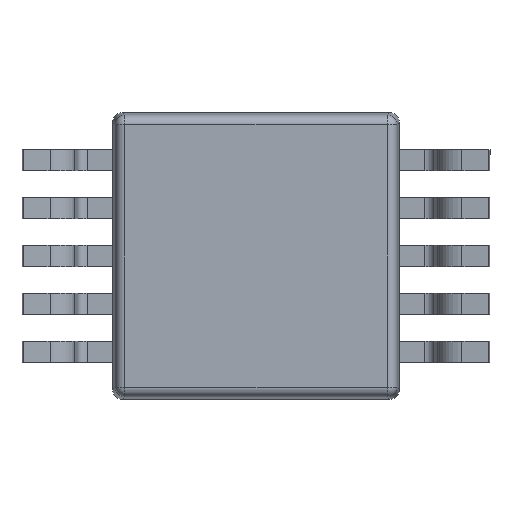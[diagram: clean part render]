
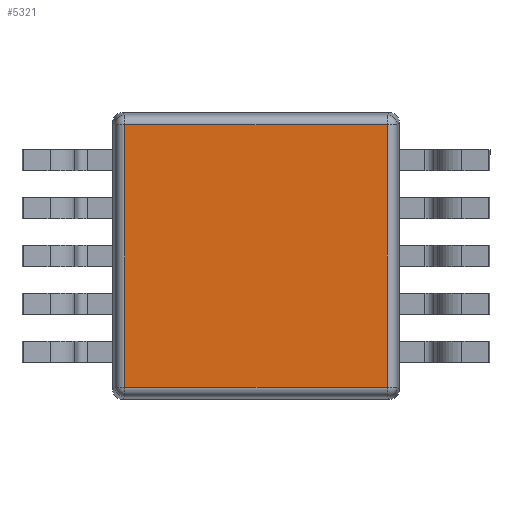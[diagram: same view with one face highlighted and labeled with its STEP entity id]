
A CAD part, front view. The second image highlights one B-rep face of the part: STEP entity #5321.
In plain terms, the highlighted planar face has unit normal (0, -1, 0).
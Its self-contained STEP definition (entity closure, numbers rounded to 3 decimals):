
#5 = PLANE ( 'NONE',  #532 ) ;
#12 = EDGE_CURVE ( 'NONE', #1087, #2818, #2039, .T. ) ;
#532 = AXIS2_PLACEMENT_3D ( 'NONE', #842, #4391, #5747 ) ;
#751 = ORIENTED_EDGE ( 'NONE', *, *, #1222, .T. ) ;
#821 = CARTESIAN_POINT ( 'NONE',  ( -1.375, 0.15, -1.466 ) ) ;
#842 = CARTESIAN_POINT ( 'NONE',  ( 0., 0.15, 0. ) ) ;
#856 = VECTOR ( 'NONE', #1298, 1000. ) ;
#860 = VERTEX_POINT ( 'NONE', #5552 ) ;
#1087 = VERTEX_POINT ( 'NONE', #1567 ) ;
#1089 = DIRECTION ( 'NONE',  ( 1., 0., 0. ) ) ;
#1222 = EDGE_CURVE ( 'NONE', #5578, #860, #3767, .T. ) ;
#1288 = CARTESIAN_POINT ( 'NONE',  ( -1.375, 0.15, 1.375 ) ) ;
#1298 = DIRECTION ( 'NONE',  ( 0., 0., -1. ) ) ;
#1517 = EDGE_LOOP ( 'NONE', ( #2374, #2987, #751, #2614 ) ) ;
#1567 = CARTESIAN_POINT ( 'NONE',  ( 1.375, 0.15, -1.375 ) ) ;
#1937 = VECTOR ( 'NONE', #2834, 1000. ) ;
#2039 = LINE ( 'NONE', #3177, #2464 ) ;
#2374 = ORIENTED_EDGE ( 'NONE', *, *, #12, .T. ) ;
#2464 = VECTOR ( 'NONE', #3619, 1000. ) ;
#2614 = ORIENTED_EDGE ( 'NONE', *, *, #3654, .T. ) ;
#2785 = LINE ( 'NONE', #4729, #4449 ) ;
#2818 = VERTEX_POINT ( 'NONE', #3428 ) ;
#2834 = DIRECTION ( 'NONE',  ( -1., 0., 0. ) ) ;
#2862 = CARTESIAN_POINT ( 'NONE',  ( -1.466, 0.15, 1.375 ) ) ;
#2987 = ORIENTED_EDGE ( 'NONE', *, *, #4236, .T. ) ;
#3177 = CARTESIAN_POINT ( 'NONE',  ( 1.375, 0.15, 1.466 ) ) ;
#3253 = FACE_OUTER_BOUND ( 'NONE', #1517, .T. ) ;
#3428 = CARTESIAN_POINT ( 'NONE',  ( 1.375, 0.15, 1.375 ) ) ;
#3619 = DIRECTION ( 'NONE',  ( 0., 0., 1. ) ) ;
#3654 = EDGE_CURVE ( 'NONE', #860, #1087, #2785, .T. ) ;
#3767 = LINE ( 'NONE', #821, #856 ) ;
#4236 = EDGE_CURVE ( 'NONE', #2818, #5578, #5305, .T. ) ;
#4391 = DIRECTION ( 'NONE',  ( 0., -1., 0. ) ) ;
#4449 = VECTOR ( 'NONE', #1089, 1000. ) ;
#4729 = CARTESIAN_POINT ( 'NONE',  ( 1.466, 0.15, -1.375 ) ) ;
#5305 = LINE ( 'NONE', #2862, #1937 ) ;
#5321 = ADVANCED_FACE ( 'NONE', ( #3253 ), #5, .T. ) ;
#5552 = CARTESIAN_POINT ( 'NONE',  ( -1.375, 0.15, -1.375 ) ) ;
#5578 = VERTEX_POINT ( 'NONE', #1288 ) ;
#5747 = DIRECTION ( 'NONE',  ( -1., 0., 0. ) ) ;
